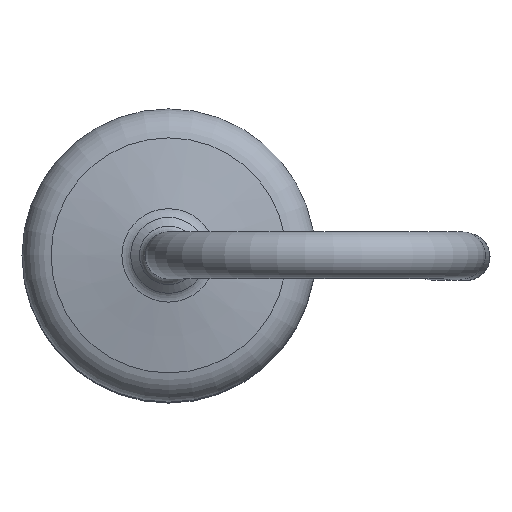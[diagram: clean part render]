
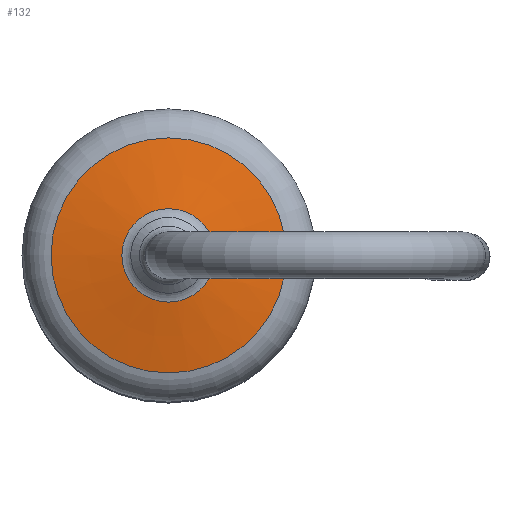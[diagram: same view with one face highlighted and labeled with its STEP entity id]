
A CAD part, top view. The second image highlights one B-rep face of the part: STEP entity #132.
In plain terms, the highlighted conical face has half-angle 80 degrees and reference radius 1.4 mm.
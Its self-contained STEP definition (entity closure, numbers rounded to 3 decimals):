
#132=ADVANCED_FACE('',(#474,#476),#478,.T.);
#474=FACE_OUTER_BOUND('',#475,.T.);
#475=EDGE_LOOP('',(#762));
#476=FACE_OUTER_BOUND('',#477,.T.);
#477=EDGE_LOOP('',(#763));
#478=CONICAL_SURFACE('',#479,1.4,1.396);
#479=AXIS2_PLACEMENT_3D('',#480,#481,#482);
#480=CARTESIAN_POINT('',(-2.54,0.,12.823));
#481=DIRECTION('',(-0.,-0.,-1.));
#482=DIRECTION('',(-1.,-0.,-0.));
#762=ORIENTED_EDGE('',*,*,#825,.T.);
#763=ORIENTED_EDGE('',*,*,#827,.F.);
#825=EDGE_CURVE('',#865,#865,#866,.T.);
#827=EDGE_CURVE('',#869,#869,#870,.T.);
#865=VERTEX_POINT('',#950);
#866=CIRCLE('',#951,2.004);
#869=VERTEX_POINT('',#960);
#870=CIRCLE('',#961,0.797);
#950=CARTESIAN_POINT('',(-0.536,0.,12.716));
#951=AXIS2_PLACEMENT_3D('',#952,#953,#954);
#952=CARTESIAN_POINT('',(-2.54,0.,12.716));
#953=DIRECTION('',(0.,0.,1.));
#954=DIRECTION('',(1.,0.,0.));
#960=CARTESIAN_POINT('',(-1.743,0.,12.929));
#961=AXIS2_PLACEMENT_3D('',#962,#963,#964);
#962=CARTESIAN_POINT('',(-2.54,0.,12.929));
#963=DIRECTION('',(-0.,0.,1.));
#964=DIRECTION('',(1.,0.,0.));
